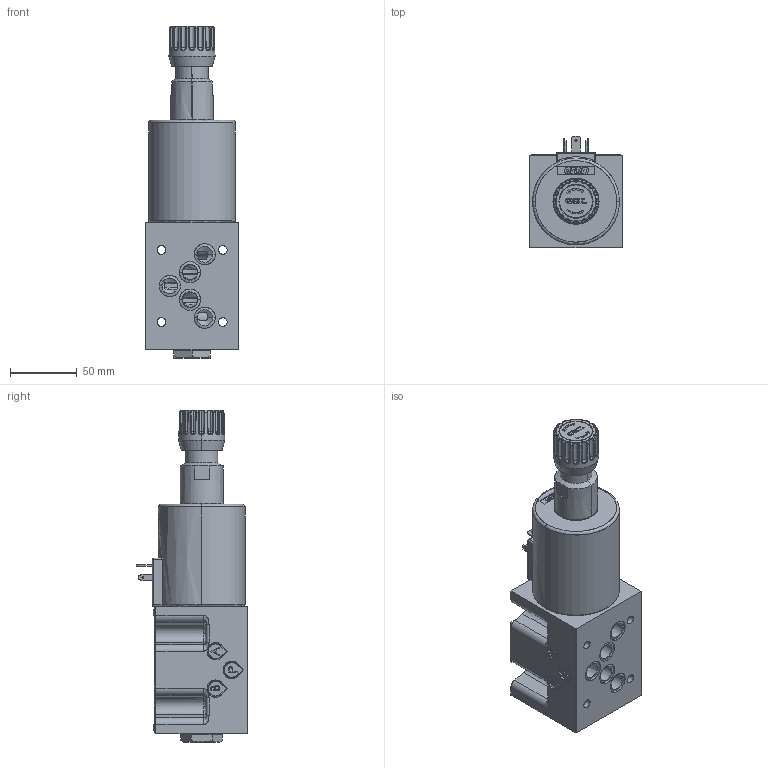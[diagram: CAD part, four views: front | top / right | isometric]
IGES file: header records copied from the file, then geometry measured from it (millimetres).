
Start section: SolidWorks IGES file using analytic representation for surfaces
Global section: file name: AD5E--E-P21.igs; native system: SolidWorks 2012; preprocessor: SolidWorks 2012; author: serviziopdm; date: 131015.081952; units: millimetre
Bounding box: 69 x 83.5 x 248.7 mm (x, y, z)
Surface area: 131920.6 mm2 (no closed solid volume)
Topology: 0 solids, 0 shells, 2050 faces, 21939 edges, 21880 vertices
Faces by surface type: bspline 1372, revolution 678
